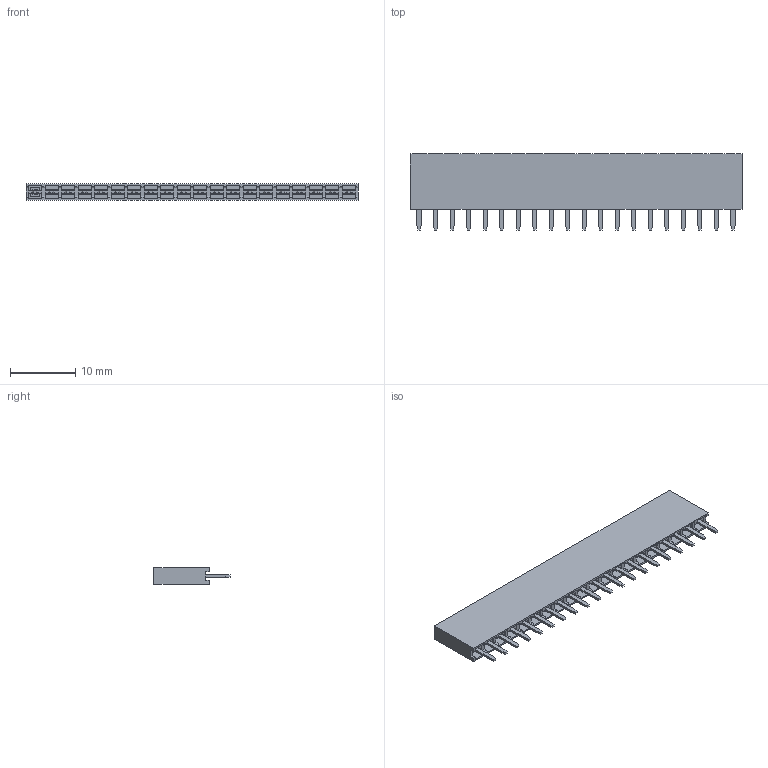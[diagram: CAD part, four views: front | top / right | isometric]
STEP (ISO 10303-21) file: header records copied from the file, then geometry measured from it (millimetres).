
FILE_DESCRIPTION(/* description */ ('STEP AP214'),/* implementation_level */ '2;1');
FILE_NAME(/* name */ 'female_header_a-bl254-eg-g20d-2.stp',/* time_stamp */ '2023-10-30T10:37:22-03:00',/* author */ ('rogerio.marcondeli'),/* organization */ ('TraceParts S.A.'),/* preprocessor_version */ 'ST-DEVELOPER v18.1',/* originating_system */ 'Autodesk Inventor 2022',/* authorisation */ ' ');
FILE_SCHEMA (('AUTOMOTIVE_DESIGN { 1 0 10303 214 3 1 1 }'));
Length unit declared in the file: millimetre
Products named in the file (1): female_header_a-bl254-eg-g20d
Bounding box: 51.05 x 11.7 x 2.5 mm (x, y, z)
Volume: 470.2 mm3; surface area: 2639.1 mm2
Topology: 1 solids, 1 shells, 686 faces, 2106 edges, 1404 vertices
Faces by surface type: plane 604, cylinder 82
Entity records: 24081 total; most frequent: ORIENTED_EDGE 4212, CARTESIAN_POINT 4197, DIRECTION 3644, EDGE_CURVE 2106, LINE 1942, VECTOR 1942, VERTEX_POINT 1404, AXIS2_PLACEMENT_3D 851
